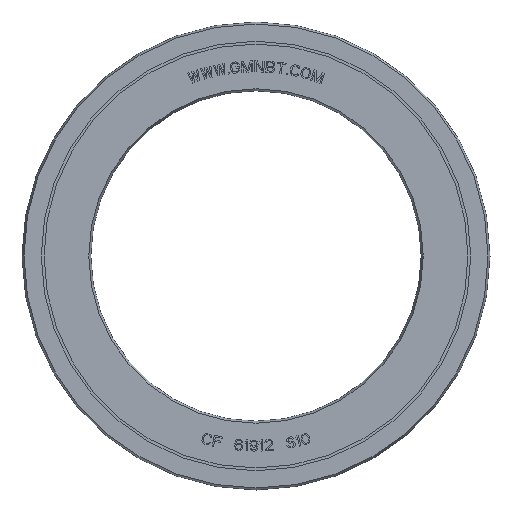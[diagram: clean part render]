
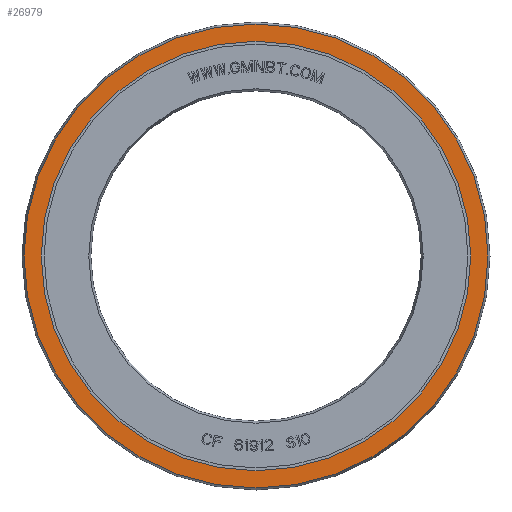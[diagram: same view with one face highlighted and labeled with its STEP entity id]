
A CAD part, front view. The second image highlights one B-rep face of the part: STEP entity #26979.
In plain terms, the highlighted planar face has unit normal (0, -1, 0).
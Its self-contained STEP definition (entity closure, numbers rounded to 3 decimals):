
#26498=CARTESIAN_POINT('',(0.,-3.,0.));
#26499=DIRECTION('',(0.,1.,0.));
#26500=DIRECTION('',(0.,0.,-1.));
#26501=AXIS2_PLACEMENT_3D('',#26498,#26499,#26500);
#26506=CARTESIAN_POINT('',(0.,-3.,0.));
#26507=DIRECTION('',(0.,-1.,0.));
#26508=DIRECTION('',(0.,0.,-1.));
#26509=AXIS2_PLACEMENT_3D('',#26506,#26507,#26508);
#26514=CARTESIAN_POINT('',(0.,-3.,0.));
#26515=DIRECTION('',(0.,-1.,0.));
#26516=DIRECTION('',(0.,0.,-1.));
#26517=AXIS2_PLACEMENT_3D('',#26514,#26515,#26516);
#26536=CARTESIAN_POINT('',(0.,-3.,0.));
#26537=DIRECTION('',(0.,1.,0.));
#26538=DIRECTION('',(0.,0.,-1.));
#26539=AXIS2_PLACEMENT_3D('',#26536,#26537,#26538);
#26575=CARTESIAN_POINT('',(0.,-3.,-39.));
#26577=VERTEX_POINT('',#26575);
#26578=CARTESIAN_POINT('',(0.,-3.,-42.136));
#26580=VERTEX_POINT('',#26578);
#26591=CARTESIAN_POINT('',(0.,-3.,39.));
#26593=VERTEX_POINT('',#26591);
#26594=CARTESIAN_POINT('',(0.,-3.,42.136));
#26596=VERTEX_POINT('',#26594);
#26964=CARTESIAN_POINT('',(0.,-3.,0.));
#26965=DIRECTION('',(0.,-1.,0.));
#26966=DIRECTION('',(0.,0.,1.));
#26967=AXIS2_PLACEMENT_3D('',#26964,#26965,#26966);
#26968=PLANE('',#26967);
#26970=ORIENTED_EDGE('',*,*,#26969,.F.);
#26972=ORIENTED_EDGE('',*,*,#26971,.T.);
#26973=EDGE_LOOP('',(#26970,#26972));
#26974=FACE_OUTER_BOUND('',#26973,.F.);
#26975=ORIENTED_EDGE('',*,*,#26957,.F.);
#26976=ORIENTED_EDGE('',*,*,#26946,.T.);
#26977=EDGE_LOOP('',(#26975,#26976));
#26978=FACE_BOUND('',#26977,.F.);
#26502=CIRCLE('',#26501,39.);
#26510=CIRCLE('',#26509,39.);
#26518=CIRCLE('',#26517,42.136);
#26540=CIRCLE('',#26539,42.136);
#26946=EDGE_CURVE('',#26577,#26593,#26510,.T.);
#26957=EDGE_CURVE('',#26577,#26593,#26502,.T.);
#26969=EDGE_CURVE('',#26580,#26596,#26518,.T.);
#26971=EDGE_CURVE('',#26580,#26596,#26540,.T.);
#26979=ADVANCED_FACE('',(#26974,#26978),#26968,.T.);
